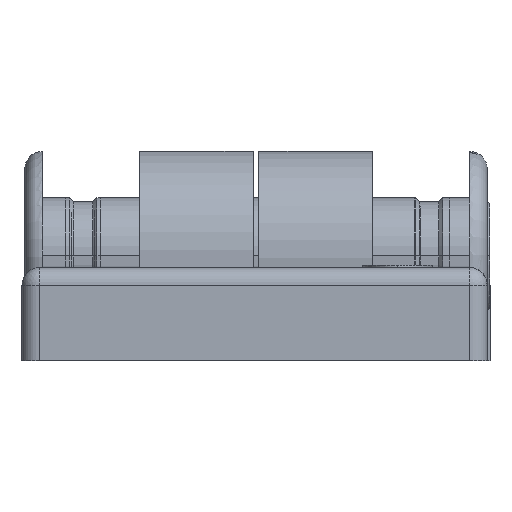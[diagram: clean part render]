
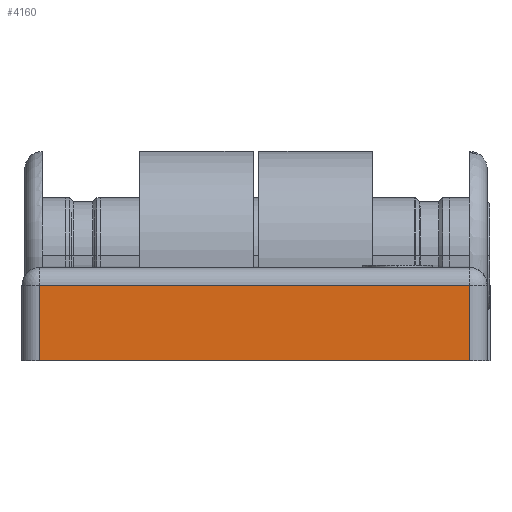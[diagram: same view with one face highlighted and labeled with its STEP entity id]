
A CAD part, front view. The second image highlights one B-rep face of the part: STEP entity #4160.
In plain terms, the highlighted face is planar.
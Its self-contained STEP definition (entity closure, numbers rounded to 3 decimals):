
#673=DIRECTION('',(-1.,0.,0.));
#674=VECTOR('',#673,37.);
#675=CARTESIAN_POINT('',(18.5,27.5,0.));
#676=LINE('',#675,#674);
#2071=DIRECTION('',(0.,0.,-1.));
#2072=VECTOR('',#2071,6.5);
#2073=CARTESIAN_POINT('',(-18.5,27.5,6.5));
#2074=LINE('',#2073,#2072);
#2078=DIRECTION('',(0.,0.,-1.));
#2079=VECTOR('',#2078,6.5);
#2080=CARTESIAN_POINT('',(18.5,27.5,6.5));
#2081=LINE('',#2080,#2079);
#2085=DIRECTION('',(-1.,0.,0.));
#2086=VECTOR('',#2085,37.);
#2087=CARTESIAN_POINT('',(18.5,27.5,6.5));
#2088=LINE('',#2087,#2086);
#2772=CARTESIAN_POINT('',(-18.5,27.5,6.5));
#2773=CARTESIAN_POINT('',(-18.5,27.5,0.));
#2774=VERTEX_POINT('',#2772);
#2775=VERTEX_POINT('',#2773);
#2780=CARTESIAN_POINT('',(18.5,27.5,6.5));
#2781=VERTEX_POINT('',#2780);
#2782=CARTESIAN_POINT('',(18.5,27.5,0.));
#2784=VERTEX_POINT('',#2782);
#4149=CARTESIAN_POINT('',(20.,27.5,0.));
#4150=DIRECTION('',(0.,1.,0.));
#4151=DIRECTION('',(-1.,0.,0.));
#4152=AXIS2_PLACEMENT_3D('',#4149,#4150,#4151);
#4153=PLANE('',#4152);
#4154=ORIENTED_EDGE('',*,*,#4141,.T.);
#4155=ORIENTED_EDGE('',*,*,#2841,.F.);
#4156=ORIENTED_EDGE('',*,*,#3766,.F.);
#4157=ORIENTED_EDGE('',*,*,#3791,.T.);
#4158=EDGE_LOOP('',(#4154,#4155,#4156,#4157));
#4159=FACE_OUTER_BOUND('',#4158,.F.);
#2841=EDGE_CURVE('',#2784,#2775,#676,.T.);
#3766=EDGE_CURVE('',#2781,#2784,#2081,.T.);
#3791=EDGE_CURVE('',#2781,#2774,#2088,.T.);
#4141=EDGE_CURVE('',#2774,#2775,#2074,.T.);
#4160=ADVANCED_FACE('',(#4159),#4153,.T.);
